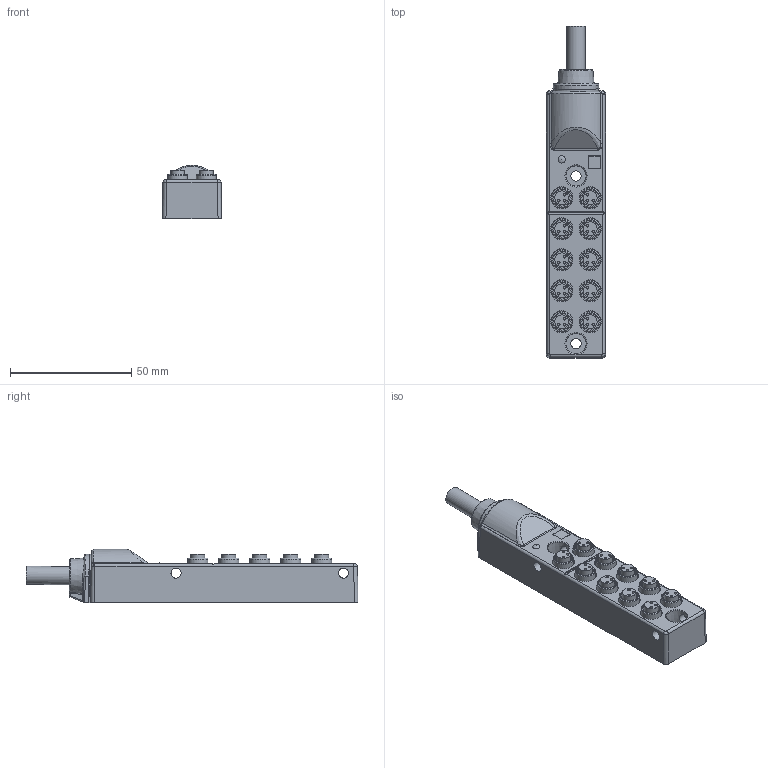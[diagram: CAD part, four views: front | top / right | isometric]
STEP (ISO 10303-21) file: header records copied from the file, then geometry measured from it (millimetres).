
FILE_DESCRIPTION(/* description */ (''),/* implementation_level */ '2;1');
FILE_NAME(/* name */ '10I_OS8-3P1C-m_stp.stp',/* time_stamp */ '2018-07-12T09:37:20+02:00',/* author */ (''),/* organization */ (''),/* preprocessor_version */ 'ST-DEVELOPER v16',/* originating_system */ 'SIEMENS PLM Software NX 10.0',/* authorisation */ '');
FILE_SCHEMA (('AUTOMOTIVE_DESIGN { 1 0 10303 214 3 1 1 1 }'));
Length unit declared in the file: millimetre
Products named in the file (1): 10I_OS8-3P1C-m_stp
Bounding box: 24.51 x 137.1 x 22 mm (x, y, z)
Volume: 46741.6 mm3; surface area: 14954.5 mm2
Topology: 1 solids, 1 shells, 278 faces, 581 edges, 376 vertices
Faces by surface type: cylinder 106, plane 103, torus 28, bspline 22, cone 14, sphere 5
Full cylindrical faces by diameter (mm): 1.075 x30, 4.2 x4, 4.3 x2, 5.65 x10, 6.9 x10, 7.5 x1, 8.3 x10
Entity records: 7288 total; most frequent: CARTESIAN_POINT 1940, DIRECTION 1174, ORIENTED_EDGE 852, AXIS2_PLACEMENT_3D 534, EDGE_LOOP 470, EDGE_CURVE 426, FACE_BOUND 345, VERTEX_POINT 330
